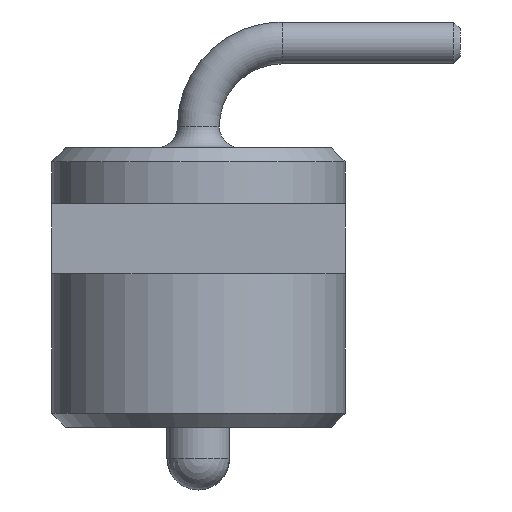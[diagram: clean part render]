
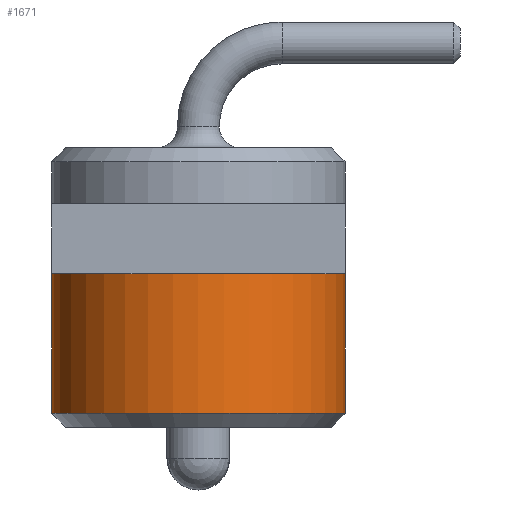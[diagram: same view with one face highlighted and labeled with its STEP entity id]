
A CAD part, left-side view. The second image highlights one B-rep face of the part: STEP entity #1671.
In plain terms, the highlighted cylindrical face has radius 2.1 mm (diameter 4.2 mm), a partial arc.
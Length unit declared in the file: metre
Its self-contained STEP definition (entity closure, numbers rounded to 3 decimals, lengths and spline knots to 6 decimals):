
#86=LINE('',#3315,#180);
#87=LINE('',#3317,#181);
#180=VECTOR('',#2868,1.);
#181=VECTOR('',#2871,1.);
#267=CYLINDRICAL_SURFACE('',#2590,0.0021);
#467=ORIENTED_EDGE('',*,*,#802,.T.);
#468=ORIENTED_EDGE('',*,*,#810,.T.);
#469=ORIENTED_EDGE('',*,*,#801,.F.);
#470=ORIENTED_EDGE('',*,*,#811,.F.);
#471=ORIENTED_EDGE('',*,*,#812,.F.);
#801=EDGE_CURVE('',#984,#969,#86,.T.);
#802=EDGE_CURVE('',#985,#968,#87,.T.);
#810=EDGE_CURVE('',#968,#969,#1116,.F.);
#811=EDGE_CURVE('',#990,#984,#1117,.F.);
#812=EDGE_CURVE('',#985,#990,#1118,.F.);
#968=VERTEX_POINT('',#3270);
#969=VERTEX_POINT('',#3274);
#984=VERTEX_POINT('',#3314);
#985=VERTEX_POINT('',#3318);
#990=VERTEX_POINT('',#3334);
#1116=CIRCLE('',#2591,0.0021);
#1117=CIRCLE('',#2592,0.0021);
#1118=CIRCLE('',#2593,0.0021);
#1214=EDGE_LOOP('',(#467,#468,#469,#470,#471));
#1390=FACE_BOUND('',#1214,.T.);
#1671=ADVANCED_FACE('',(#1390),#267,.T.);
#2590=AXIS2_PLACEMENT_3D('',#3331,#2884,#2885);
#2591=AXIS2_PLACEMENT_3D('',#3332,#2886,#2887);
#2592=AXIS2_PLACEMENT_3D('',#3333,#2888,#2889);
#2593=AXIS2_PLACEMENT_3D('',#3335,#2890,#2891);
#2868=DIRECTION('',(0.,0.,-1.));
#2871=DIRECTION('',(0.,0.,-1.));
#2884=DIRECTION('',(0.,0.,-1.));
#2885=DIRECTION('',(0.,-1.,0.));
#2886=DIRECTION('',(0.,0.,-1.));
#2887=DIRECTION('',(0.,-1.,0.));
#2888=DIRECTION('',(0.,0.,-1.));
#2889=DIRECTION('',(0.,-1.,0.));
#2890=DIRECTION('',(0.,0.,-1.));
#2891=DIRECTION('',(0.,-1.,0.));
#3270=CARTESIAN_POINT('',(-0.00576,0.0041,-0.0053));
#3274=CARTESIAN_POINT('',(-0.00576,-0.0001,-0.0053));
#3314=CARTESIAN_POINT('',(-0.00576,-0.0001,-0.0033));
#3315=CARTESIAN_POINT('',(-0.00576,-0.0001,-0.0015));
#3317=CARTESIAN_POINT('',(-0.00576,0.0041,-0.0015));
#3318=CARTESIAN_POINT('',(-0.00576,0.0041,-0.0033));
#3331=CARTESIAN_POINT('',(-0.00576,0.002,-0.0015));
#3332=CARTESIAN_POINT('',(-0.00576,0.002,-0.0053));
#3333=CARTESIAN_POINT('',(-0.00576,0.002,-0.0033));
#3334=CARTESIAN_POINT('',(-0.00786,0.002,-0.0033));
#3335=CARTESIAN_POINT('',(-0.00576,0.002,-0.0033));
